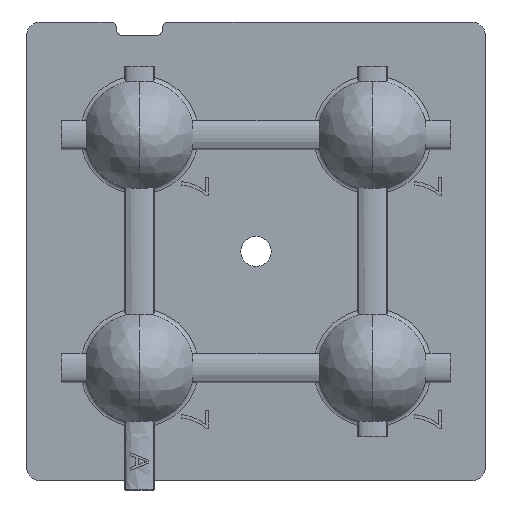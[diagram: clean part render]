
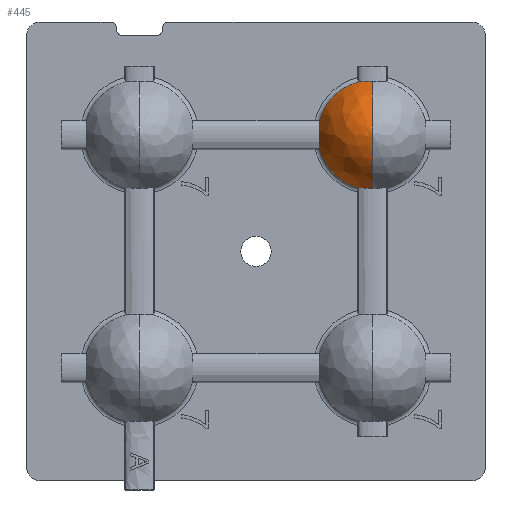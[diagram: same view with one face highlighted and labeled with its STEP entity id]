
A CAD part, top view. The second image highlights one B-rep face of the part: STEP entity #445.
In plain terms, the highlighted free-form (B-spline) face has degree [3, 3] with [4, 4] control points.
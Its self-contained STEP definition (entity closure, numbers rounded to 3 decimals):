
#23 =( BOUNDED_SURFACE ( )  B_SPLINE_SURFACE ( 3, 3, ( 
 ( #8654, #8626, #8621, #8607 ),
 ( #8599, #8595, #8584, #8569 ),
 ( #8561, #8554, #8536, #8527 ),
 ( #8525, #8516, #8507, #8502 ) ),
 .UNSPECIFIED., .F., .F., .T. ) 
 B_SPLINE_SURFACE_WITH_KNOTS ( ( 4, 4 ),
 ( 4, 4 ),
 ( 0., 1. ),
 ( 0., 1. ),
 .UNSPECIFIED. ) 
 GEOMETRIC_REPRESENTATION_ITEM ( )  RATIONAL_B_SPLINE_SURFACE ( (
 ( 1., 0.333, 0.333, 1.),
 ( 1., 0.333, 0.333, 1.),
 ( 1., 0.333, 0.333, 1.),
 ( 1., 0.333, 0.333, 1.) ) ) 
 REPRESENTATION_ITEM ( '' )  SURFACE ( )  );
#51 = B_SPLINE_CURVE_WITH_KNOTS ( 'NONE', 3,
 ( #855, #749, #625, #606 ),
 .UNSPECIFIED., .F., .F.,
 ( 4, 4 ),
 ( 0.027, 1. ),
 .UNSPECIFIED. ) ;
#315 = EDGE_CURVE ( 'NONE', #7002, #7681, #7347, .T. ) ;
#445 = ADVANCED_FACE ( 'NONE', ( #6628 ), #23, .T. ) ;
#586 = VERTEX_POINT ( 'NONE', #7934 ) ;
#604 = CARTESIAN_POINT ( 'NONE',  ( 12.7, 6.878, 1.983 ) ) ;
#606 = CARTESIAN_POINT ( 'NONE',  ( 12.7, 12.7, 7. ) ) ;
#625 = CARTESIAN_POINT ( 'NONE',  ( 12.7, 10.827, 6.475 ) ) ;
#749 = CARTESIAN_POINT ( 'NONE',  ( 12.7, 8.605, 5.919 ) ) ;
#845 = EDGE_CURVE ( 'NONE', #7681, #6708, #6538, .T. ) ;
#855 = CARTESIAN_POINT ( 'NONE',  ( 12.7, 6.878, 1.983 ) ) ;
#1025 = ORIENTED_EDGE ( 'NONE', *, *, #7399, .T. ) ;
#1357 = ORIENTED_EDGE ( 'NONE', *, *, #5051, .F. ) ;
#1638 = CARTESIAN_POINT ( 'NONE',  ( 11.714, 6.911, 1.87 ) ) ;
#1671 = VERTEX_POINT ( 'NONE', #1855 ) ;
#1855 = CARTESIAN_POINT ( 'NONE',  ( 12.7, 6.878, 1.983 ) ) ;
#1923 = ORIENTED_EDGE ( 'NONE', *, *, #7894, .F. ) ;
#4240 = AXIS2_PLACEMENT_3D ( 'NONE', #9571, #9569, #9561 ) ;
#4443 = CARTESIAN_POINT ( 'NONE',  ( 11.267, 6.91, 1.646 ) ) ;
#4550 = EDGE_CURVE ( 'NONE', #6708, #586, #5743, .T. ) ;
#4898 = DIRECTION ( 'NONE',  ( 0., -1., 0. ) ) ;
#4916 = DIRECTION ( 'NONE',  ( 0., 0., -1. ) ) ;
#4923 = CARTESIAN_POINT ( 'NONE',  ( 12.7, 12.7, 1.646 ) ) ;
#4928 = B_SPLINE_CURVE_WITH_KNOTS ( 'NONE', 3,
 ( #604, #7314, #7048, #7020, #1638, #6664, #6691, #6459, #6180, #4443 ),
 .UNSPECIFIED., .F., .F.,
 ( 4, 2, 2, 2, 4 ),
 ( 0.002, 0.002, 0.003, 0.003, 0.003 ),
 .UNSPECIFIED. ) ;
#5051 = EDGE_CURVE ( 'NONE', #586, #5580, #5881, .T. ) ;
#5580 = VERTEX_POINT ( 'NONE', #9182 ) ;
#5743 = CIRCLE ( 'NONE', #6491, 5.965 ) ;
#5881 = B_SPLINE_CURVE_WITH_KNOTS ( 'NONE', 3,
 ( #7365, #7606, #7263, #7233, #7202, #7159, #7138, #7127, #7099, #7091 ),
 .UNSPECIFIED., .F., .F.,
 ( 4, 2, 2, 2, 4 ),
 ( 0., 0., 0., 0.001, 0.002 ),
 .UNSPECIFIED. ) ;
#5892 = ORIENTED_EDGE ( 'NONE', *, *, #6396, .F. ) ;
#6180 = CARTESIAN_POINT ( 'NONE',  ( 11.312, 6.917, 1.69 ) ) ;
#6326 = CARTESIAN_POINT ( 'NONE',  ( 6.91, 14.133, 1.646 ) ) ;
#6329 = CARTESIAN_POINT ( 'NONE',  ( 6.917, 14.088, 1.69 ) ) ;
#6341 = CARTESIAN_POINT ( 'NONE',  ( 6.919, 14.035, 1.724 ) ) ;
#6349 = CARTESIAN_POINT ( 'NONE',  ( 6.92, 13.923, 1.784 ) ) ;
#6352 = CARTESIAN_POINT ( 'NONE',  ( 6.918, 13.865, 1.808 ) ) ;
#6376 = CARTESIAN_POINT ( 'NONE',  ( 6.911, 13.687, 1.87 ) ) ;
#6390 = CARTESIAN_POINT ( 'NONE',  ( 6.904, 13.563, 1.899 ) ) ;
#6396 = EDGE_CURVE ( 'NONE', #1671, #7002, #4928, .T. ) ;
#6400 = CARTESIAN_POINT ( 'NONE',  ( 6.886, 13.196, 1.966 ) ) ;
#6412 = CARTESIAN_POINT ( 'NONE',  ( 6.878, 12.949, 1.983 ) ) ;
#6424 = CARTESIAN_POINT ( 'NONE',  ( 6.878, 12.453, 1.983 ) ) ;
#6426 = CARTESIAN_POINT ( 'NONE',  ( 12.7, 12.7, 7. ) ) ;
#6427 = CARTESIAN_POINT ( 'NONE',  ( 6.886, 12.202, 1.965 ) ) ;
#6434 = CARTESIAN_POINT ( 'NONE',  ( 6.904, 11.834, 1.899 ) ) ;
#6435 = CARTESIAN_POINT ( 'NONE',  ( 6.911, 11.712, 1.87 ) ) ;
#6448 = CARTESIAN_POINT ( 'NONE',  ( 6.918, 11.535, 1.808 ) ) ;
#6452 = CARTESIAN_POINT ( 'NONE',  ( 6.92, 11.476, 1.783 ) ) ;
#6456 = CARTESIAN_POINT ( 'NONE',  ( 6.91, 11.267, 1.646 ) ) ;
#6459 = CARTESIAN_POINT ( 'NONE',  ( 11.365, 6.919, 1.724 ) ) ;
#6461 = CARTESIAN_POINT ( 'NONE',  ( 6.919, 11.365, 1.724 ) ) ;
#6462 = CARTESIAN_POINT ( 'NONE',  ( 6.917, 11.313, 1.69 ) ) ;
#6491 = AXIS2_PLACEMENT_3D ( 'NONE', #4923, #4916, #4898 ) ;
#6535 = CARTESIAN_POINT ( 'NONE',  ( 12.7, 12.7, 7. ) ) ;
#6538 = B_SPLINE_CURVE_WITH_KNOTS ( 'NONE', 3,
 ( #6456, #6462, #6461, #6452, #6448, #6435, #6434, #6427, #6424, #6412, #6400, #6390, #6376, #6352, #6349, #6341, #6329, #6326 ),
 .UNSPECIFIED., .F., .F.,
 ( 4, 2, 2, 2, 2, 2, 2, 2, 4 ),
 ( 0., 0., 0., 0.001, 0.002, 0.002, 0.003, 0.003, 0.003 ),
 .UNSPECIFIED. ) ;
#6560 = CARTESIAN_POINT ( 'NONE',  ( 12.7, 14.573, 6.475 ) ) ;
#6628 = FACE_OUTER_BOUND ( 'NONE', #7745, .T. ) ;
#6664 = CARTESIAN_POINT ( 'NONE',  ( 11.536, 6.918, 1.808 ) ) ;
#6691 = CARTESIAN_POINT ( 'NONE',  ( 11.477, 6.92, 1.784 ) ) ;
#6708 = VERTEX_POINT ( 'NONE', #7833 ) ;
#6885 = CARTESIAN_POINT ( 'NONE',  ( 12.7, 16.795, 5.919 ) ) ;
#6988 = CARTESIAN_POINT ( 'NONE',  ( 12.7, 18.522, 1.983 ) ) ;
#7002 = VERTEX_POINT ( 'NONE', #8887 ) ;
#7020 = CARTESIAN_POINT ( 'NONE',  ( 11.837, 6.904, 1.9 ) ) ;
#7048 = CARTESIAN_POINT ( 'NONE',  ( 12.205, 6.886, 1.966 ) ) ;
#7091 = CARTESIAN_POINT ( 'NONE',  ( 12.7, 18.522, 1.983 ) ) ;
#7099 = CARTESIAN_POINT ( 'NONE',  ( 12.452, 18.522, 1.983 ) ) ;
#7127 = CARTESIAN_POINT ( 'NONE',  ( 12.201, 18.514, 1.965 ) ) ;
#7138 = CARTESIAN_POINT ( 'NONE',  ( 11.833, 18.495, 1.899 ) ) ;
#7159 = CARTESIAN_POINT ( 'NONE',  ( 11.712, 18.489, 1.87 ) ) ;
#7202 = CARTESIAN_POINT ( 'NONE',  ( 11.535, 18.482, 1.808 ) ) ;
#7233 = CARTESIAN_POINT ( 'NONE',  ( 11.476, 18.48, 1.783 ) ) ;
#7263 = CARTESIAN_POINT ( 'NONE',  ( 11.365, 18.481, 1.724 ) ) ;
#7304 = ORIENTED_EDGE ( 'NONE', *, *, #845, .F. ) ;
#7313 = ORIENTED_EDGE ( 'NONE', *, *, #4550, .F. ) ;
#7314 = CARTESIAN_POINT ( 'NONE',  ( 12.452, 6.878, 1.983 ) ) ;
#7347 = CIRCLE ( 'NONE', #4240, 5.965 ) ;
#7365 = CARTESIAN_POINT ( 'NONE',  ( 11.267, 18.49, 1.646 ) ) ;
#7399 = EDGE_CURVE ( 'NONE', #1671, #7538, #51, .T. ) ;
#7538 = VERTEX_POINT ( 'NONE', #6426 ) ;
#7606 = CARTESIAN_POINT ( 'NONE',  ( 11.313, 18.483, 1.69 ) ) ;
#7681 = VERTEX_POINT ( 'NONE', #9206 ) ;
#7745 = EDGE_LOOP ( 'NONE', ( #5892, #1025, #1923, #1357, #7313, #7304, #7873 ) ) ;
#7833 = CARTESIAN_POINT ( 'NONE',  ( 6.91, 14.133, 1.646 ) ) ;
#7873 = ORIENTED_EDGE ( 'NONE', *, *, #315, .F. ) ;
#7894 = EDGE_CURVE ( 'NONE', #5580, #7538, #8552, .T. ) ;
#7934 = CARTESIAN_POINT ( 'NONE',  ( 11.267, 18.49, 1.646 ) ) ;
#8502 = CARTESIAN_POINT ( 'NONE',  ( 12.7, 12.7, 7. ) ) ;
#8507 = CARTESIAN_POINT ( 'NONE',  ( 12.7, 12.7, 7. ) ) ;
#8516 = CARTESIAN_POINT ( 'NONE',  ( 12.7, 12.7, 7. ) ) ;
#8525 = CARTESIAN_POINT ( 'NONE',  ( 12.7, 12.7, 7. ) ) ;
#8527 = CARTESIAN_POINT ( 'NONE',  ( 12.7, 14.625, 6.461 ) ) ;
#8536 = CARTESIAN_POINT ( 'NONE',  ( 8.849, 14.625, 6.461 ) ) ;
#8552 = B_SPLINE_CURVE_WITH_KNOTS ( 'NONE', 3,
 ( #6988, #6885, #6560, #6535 ),
 .UNSPECIFIED., .F., .F.,
 ( 4, 4 ),
 ( 0.027, 1. ),
 .UNSPECIFIED. ) ;
#8554 = CARTESIAN_POINT ( 'NONE',  ( 8.849, 10.775, 6.461 ) ) ;
#8561 = CARTESIAN_POINT ( 'NONE',  ( 12.7, 10.775, 6.461 ) ) ;
#8569 = CARTESIAN_POINT ( 'NONE',  ( 12.7, 16.919, 5.888 ) ) ;
#8584 = CARTESIAN_POINT ( 'NONE',  ( 4.262, 16.919, 5.888 ) ) ;
#8595 = CARTESIAN_POINT ( 'NONE',  ( 4.262, 8.481, 5.888 ) ) ;
#8599 = CARTESIAN_POINT ( 'NONE',  ( 12.7, 8.481, 5.888 ) ) ;
#8607 = CARTESIAN_POINT ( 'NONE',  ( 12.7, 18.665, 1.646 ) ) ;
#8621 = CARTESIAN_POINT ( 'NONE',  ( 0.77, 18.665, 1.646 ) ) ;
#8626 = CARTESIAN_POINT ( 'NONE',  ( 0.77, 6.735, 1.646 ) ) ;
#8654 = CARTESIAN_POINT ( 'NONE',  ( 12.7, 6.735, 1.646 ) ) ;
#8887 = CARTESIAN_POINT ( 'NONE',  ( 11.267, 6.91, 1.646 ) ) ;
#9182 = CARTESIAN_POINT ( 'NONE',  ( 12.7, 18.522, 1.983 ) ) ;
#9206 = CARTESIAN_POINT ( 'NONE',  ( 6.91, 11.267, 1.646 ) ) ;
#9561 = DIRECTION ( 'NONE',  ( 0., -1., 0. ) ) ;
#9569 = DIRECTION ( 'NONE',  ( 0., 0., -1. ) ) ;
#9571 = CARTESIAN_POINT ( 'NONE',  ( 12.7, 12.7, 1.646 ) ) ;
